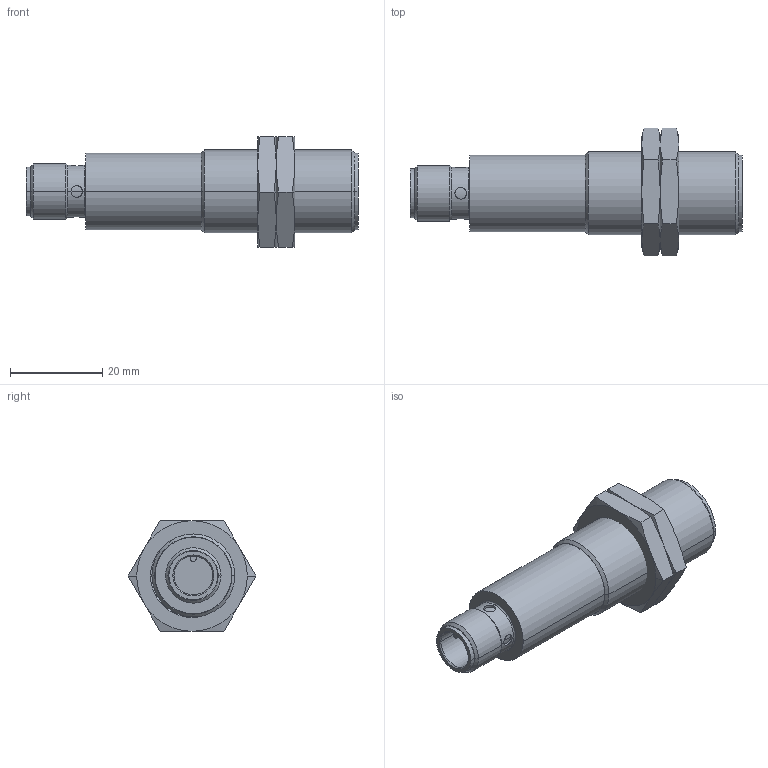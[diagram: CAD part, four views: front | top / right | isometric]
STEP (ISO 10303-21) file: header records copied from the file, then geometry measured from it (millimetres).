
FILE_DESCRIPTION(/* description */ ('Alibre Inc.'),/* implementation_level */ '2;1');
FILE_NAME(/* name */ 'export-646B01E2-B5D7-4362-994C-6F0EF8BBD0AC',/* time_stamp */ '2019-07-18T12:35:44+02:00',/* author */ (''),/* organization */ (''),/* preprocessor_version */ 'ST-DEVELOPER v17',/* originating_system */ 'Alibre',/* authorisation */ '');
FILE_SCHEMA (('AUTOMOTIVE_DESIGN'));
Length unit declared in the file: millimetre
Products named in the file (4): 1; 2; 3
Bounding box: 72 x 27.71 x 24 mm (x, y, z)
Volume: 17039.2 mm3; surface area: 6499.4 mm2
Topology: 3 solids, 3 shells, 111 faces, 235 edges, 137 vertices
Faces by surface type: cone 50, cylinder 33, plane 26, torus 2
Entity records: 3471 total; most frequent: CARTESIAN_POINT 1116, DIRECTION 478, ORIENTED_EDGE 470, EDGE_CURVE 235, AXIS2_PLACEMENT_3D 215, VERTEX_POINT 137, EDGE_LOOP 122, FACE_BOUND 122
